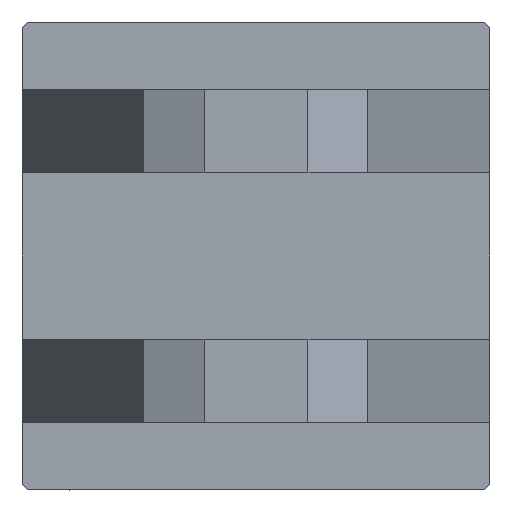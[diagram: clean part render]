
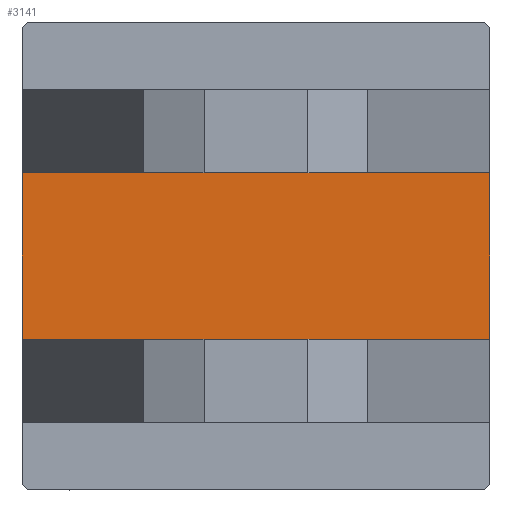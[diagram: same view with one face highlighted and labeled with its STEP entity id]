
A CAD part, left-side view. The second image highlights one B-rep face of the part: STEP entity #3141.
In plain terms, the highlighted planar face has unit normal (-1, 0, 0).
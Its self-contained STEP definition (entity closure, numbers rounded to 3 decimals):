
#830 = CARTESIAN_POINT ( 'NONE',  ( 0., 22.5, 22.5 ) ) ;
#2683 = LINE ( 'NONE', #9570, #45904 ) ;
#3141 = ADVANCED_FACE ( 'NONE', ( #16109 ), #12378, .T. ) ;
#4670 = DIRECTION ( 'NONE',  ( 0., 0., 1. ) ) ;
#5981 = VERTEX_POINT ( 'NONE', #12453 ) ;
#6666 = DIRECTION ( 'NONE',  ( 0., 0., -1. ) ) ;
#9570 = CARTESIAN_POINT ( 'NONE',  ( 0., 8., 22.5 ) ) ;
#10665 = CARTESIAN_POINT ( 'NONE',  ( 0., -8., 22.5 ) ) ;
#11042 = EDGE_CURVE ( 'NONE', #30237, #5981, #44769, .T. ) ;
#12126 = CARTESIAN_POINT ( 'NONE',  ( 0., 0., 0. ) ) ;
#12378 = PLANE ( 'NONE',  #19979 ) ;
#12453 = CARTESIAN_POINT ( 'NONE',  ( 0., -8., -22.5 ) ) ;
#12666 = DIRECTION ( 'NONE',  ( 0., 0., -1. ) ) ;
#15670 = VERTEX_POINT ( 'NONE', #10665 ) ;
#16109 = FACE_OUTER_BOUND ( 'NONE', #29403, .T. ) ;
#19387 = EDGE_CURVE ( 'NONE', #37570, #15670, #37481, .T. ) ;
#19979 = AXIS2_PLACEMENT_3D ( 'NONE', #12126, #20852, #4670 ) ;
#20852 = DIRECTION ( 'NONE',  ( -1., 0., 0. ) ) ;
#23272 = CARTESIAN_POINT ( 'NONE',  ( 0., 22.5, -22.5 ) ) ;
#24298 = VECTOR ( 'NONE', #36965, 1000. ) ;
#27952 = EDGE_CURVE ( 'NONE', #15670, #5981, #28865, .T. ) ;
#28292 = DIRECTION ( 'NONE',  ( 0., -1., 0. ) ) ;
#28865 = LINE ( 'NONE', #41604, #38989 ) ;
#29403 = EDGE_LOOP ( 'NONE', ( #31466, #43779, #36018, #32880 ) ) ;
#30237 = VERTEX_POINT ( 'NONE', #37604 ) ;
#30576 = CARTESIAN_POINT ( 'NONE',  ( 0., 8., 22.5 ) ) ;
#31466 = ORIENTED_EDGE ( 'NONE', *, *, #11042, .T. ) ;
#32317 = EDGE_CURVE ( 'NONE', #37570, #30237, #2683, .T. ) ;
#32880 = ORIENTED_EDGE ( 'NONE', *, *, #32317, .T. ) ;
#36018 = ORIENTED_EDGE ( 'NONE', *, *, #19387, .F. ) ;
#36965 = DIRECTION ( 'NONE',  ( 0., -1., 0. ) ) ;
#37481 = LINE ( 'NONE', #830, #24298 ) ;
#37570 = VERTEX_POINT ( 'NONE', #30576 ) ;
#37604 = CARTESIAN_POINT ( 'NONE',  ( 0., 8., -22.5 ) ) ;
#38989 = VECTOR ( 'NONE', #12666, 1000. ) ;
#39827 = VECTOR ( 'NONE', #28292, 1000. ) ;
#41604 = CARTESIAN_POINT ( 'NONE',  ( 0., -8., 22.5 ) ) ;
#43779 = ORIENTED_EDGE ( 'NONE', *, *, #27952, .F. ) ;
#44769 = LINE ( 'NONE', #23272, #39827 ) ;
#45904 = VECTOR ( 'NONE', #6666, 1000. ) ;
